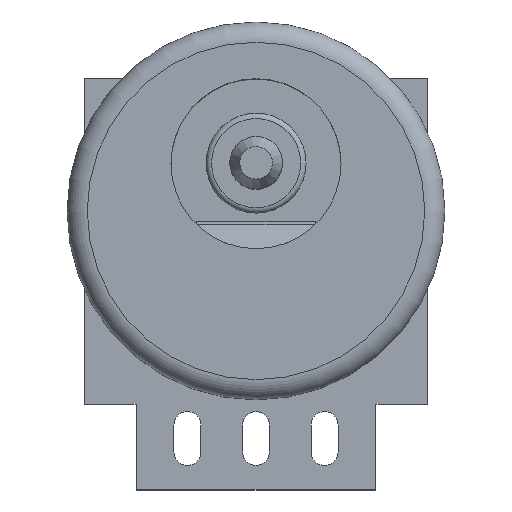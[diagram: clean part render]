
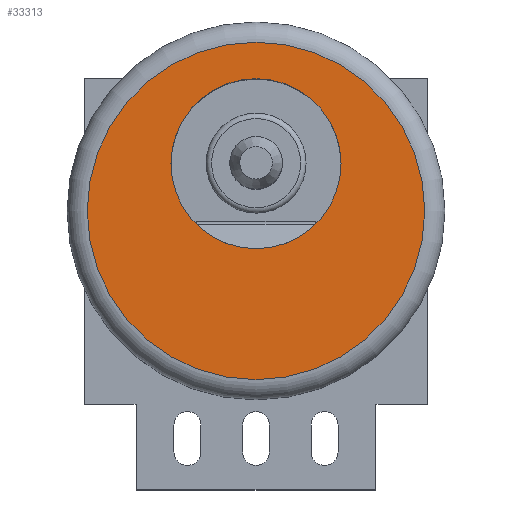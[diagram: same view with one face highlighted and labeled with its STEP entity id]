
A CAD part, top view. The second image highlights one B-rep face of the part: STEP entity #33313.
In plain terms, the highlighted planar face has unit normal (0, 0, 1).
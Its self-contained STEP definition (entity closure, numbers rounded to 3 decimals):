
#31747 = CYLINDRICAL_SURFACE('',#31748,3.15);
#31748 = AXIS2_PLACEMENT_3D('',#31749,#31750,#31751);
#31749 = CARTESIAN_POINT('',(0.,1.9,15.));
#31750 = DIRECTION('',(0.,0.,-1.));
#31751 = DIRECTION('',(-1.,0.,0.));
#33156 = EDGE_CURVE('',#33157,#33157,#33159,.T.);
#33157 = VERTEX_POINT('',#33158);
#33158 = CARTESIAN_POINT('',(-6.25,0.15,15.));
#33159 = SURFACE_CURVE('',#33160,(#33165,#33199),.PCURVE_S1.);
#33160 = CIRCLE('',#33161,6.25);
#33161 = AXIS2_PLACEMENT_3D('',#33162,#33163,#33164);
#33162 = CARTESIAN_POINT('',(0.,0.15,15.));
#33163 = DIRECTION('',(0.,0.,-1.));
#33164 = DIRECTION('',(1.,0.,0.));
#33165 = PCURVE('',#33166,#33171);
#33166 = TOROIDAL_SURFACE('',#33167,6.25,0.75);
#33167 = AXIS2_PLACEMENT_3D('',#33168,#33169,#33170);
#33168 = CARTESIAN_POINT('',(0.,0.15,14.25));
#33169 = DIRECTION('',(0.,0.,-1.));
#33170 = DIRECTION('',(1.,0.,0.));
#33171 = DEFINITIONAL_REPRESENTATION('',(#33172),#33198);
#33172 = B_SPLINE_CURVE_WITH_KNOTS('',3,(#33173,#33174,#33175,#33176,
    #33177,#33178,#33179,#33180,#33181,#33182,#33183,#33184,#33185,
    #33186,#33187,#33188,#33189,#33190,#33191,#33192,#33193,#33194,
    #33195,#33196,#33197),.UNSPECIFIED.,.F.,.F.,(4,1,1,1,1,1,1,1,1,1,1,1
    ,1,1,1,1,1,1,1,1,1,1,4),(3.142,3.427,3.713
    ,3.998,4.284,4.57,4.855,
    5.141,5.426,5.712,5.998,
    6.283,6.569,6.854,7.14,
    7.426,7.711,7.997,8.282,
    8.568,8.854,9.139,9.425),
  .QUASI_UNIFORM_KNOTS.);
#33173 = CARTESIAN_POINT('',(-3.142,4.712));
#33174 = CARTESIAN_POINT('',(-3.046,4.712));
#33175 = CARTESIAN_POINT('',(-2.856,4.712));
#33176 = CARTESIAN_POINT('',(-2.57,4.712));
#33177 = CARTESIAN_POINT('',(-2.285,4.712));
#33178 = CARTESIAN_POINT('',(-1.999,4.712));
#33179 = CARTESIAN_POINT('',(-1.714,4.712));
#33180 = CARTESIAN_POINT('',(-1.428,4.712));
#33181 = CARTESIAN_POINT('',(-1.142,4.712));
#33182 = CARTESIAN_POINT('',(-0.857,4.712));
#33183 = CARTESIAN_POINT('',(-0.571,4.712));
#33184 = CARTESIAN_POINT('',(-0.286,4.712));
#33185 = CARTESIAN_POINT('',(0.,4.712));
#33186 = CARTESIAN_POINT('',(0.286,4.712));
#33187 = CARTESIAN_POINT('',(0.571,4.712));
#33188 = CARTESIAN_POINT('',(0.857,4.712));
#33189 = CARTESIAN_POINT('',(1.142,4.712));
#33190 = CARTESIAN_POINT('',(1.428,4.712));
#33191 = CARTESIAN_POINT('',(1.714,4.712));
#33192 = CARTESIAN_POINT('',(1.999,4.712));
#33193 = CARTESIAN_POINT('',(2.285,4.712));
#33194 = CARTESIAN_POINT('',(2.57,4.712));
#33195 = CARTESIAN_POINT('',(2.856,4.712));
#33196 = CARTESIAN_POINT('',(3.046,4.712));
#33197 = CARTESIAN_POINT('',(3.142,4.712));
#33198 = ( GEOMETRIC_REPRESENTATION_CONTEXT(2) 
PARAMETRIC_REPRESENTATION_CONTEXT() REPRESENTATION_CONTEXT('2D SPACE',''
  ) );
#33199 = PCURVE('',#33200,#33205);
#33200 = PLANE('',#33201);
#33201 = AXIS2_PLACEMENT_3D('',#33202,#33203,#33204);
#33202 = CARTESIAN_POINT('',(0.,0.15,15.));
#33203 = DIRECTION('',(0.,0.,1.));
#33204 = DIRECTION('',(-1.,0.,0.));
#33205 = DEFINITIONAL_REPRESENTATION('',(#33206),#33214);
#33206 = ( BOUNDED_CURVE() B_SPLINE_CURVE(2,(#33207,#33208,#33209,#33210
    ,#33211,#33212,#33213),.UNSPECIFIED.,.F.,.F.) 
B_SPLINE_CURVE_WITH_KNOTS((1,2,2,2,2,1),(-2.094,0.,
    2.094,4.189,6.283,8.378),
.UNSPECIFIED.) CURVE() GEOMETRIC_REPRESENTATION_ITEM() 
RATIONAL_B_SPLINE_CURVE((1.,0.5,1.,0.5,1.,0.5,1.)) REPRESENTATION_ITEM(
  '') );
#33207 = CARTESIAN_POINT('',(-6.25,0.));
#33208 = CARTESIAN_POINT('',(-6.25,10.825));
#33209 = CARTESIAN_POINT('',(3.125,5.413));
#33210 = CARTESIAN_POINT('',(12.5,0.));
#33211 = CARTESIAN_POINT('',(3.125,-5.413));
#33212 = CARTESIAN_POINT('',(-6.25,-10.825));
#33213 = CARTESIAN_POINT('',(-6.25,0.));
#33214 = ( GEOMETRIC_REPRESENTATION_CONTEXT(2) 
PARAMETRIC_REPRESENTATION_CONTEXT() REPRESENTATION_CONTEXT('2D SPACE',''
  ) );
#33313 = ADVANCED_FACE('',(#33314,#33344),#33200,.T.);
#33314 = FACE_BOUND('',#33315,.T.);
#33315 = EDGE_LOOP('',(#33316));
#33316 = ORIENTED_EDGE('',*,*,#33317,.T.);
#33317 = EDGE_CURVE('',#33318,#33318,#33320,.T.);
#33318 = VERTEX_POINT('',#33319);
#33319 = CARTESIAN_POINT('',(-3.15,1.9,15.));
#33320 = SURFACE_CURVE('',#33321,(#33326,#33337),.PCURVE_S1.);
#33321 = CIRCLE('',#33322,3.15);
#33322 = AXIS2_PLACEMENT_3D('',#33323,#33324,#33325);
#33323 = CARTESIAN_POINT('',(0.,1.9,15.));
#33324 = DIRECTION('',(0.,0.,-1.));
#33325 = DIRECTION('',(-1.,0.,0.));
#33326 = PCURVE('',#33200,#33327);
#33327 = DEFINITIONAL_REPRESENTATION('',(#33328),#33336);
#33328 = ( BOUNDED_CURVE() B_SPLINE_CURVE(2,(#33329,#33330,#33331,#33332
    ,#33333,#33334,#33335),.UNSPECIFIED.,.F.,.F.) 
B_SPLINE_CURVE_WITH_KNOTS((1,2,2,2,2,1),(-2.094,0.,
    2.094,4.189,6.283,8.378),
.UNSPECIFIED.) CURVE() GEOMETRIC_REPRESENTATION_ITEM() 
RATIONAL_B_SPLINE_CURVE((1.,0.5,1.,0.5,1.,0.5,1.)) REPRESENTATION_ITEM(
  '') );
#33329 = CARTESIAN_POINT('',(3.15,-1.75));
#33330 = CARTESIAN_POINT('',(3.15,-7.206));
#33331 = CARTESIAN_POINT('',(-1.575,-4.478));
#33332 = CARTESIAN_POINT('',(-6.3,-1.75));
#33333 = CARTESIAN_POINT('',(-1.575,0.978));
#33334 = CARTESIAN_POINT('',(3.15,3.706));
#33335 = CARTESIAN_POINT('',(3.15,-1.75));
#33336 = ( GEOMETRIC_REPRESENTATION_CONTEXT(2) 
PARAMETRIC_REPRESENTATION_CONTEXT() REPRESENTATION_CONTEXT('2D SPACE',''
  ) );
#33337 = PCURVE('',#31747,#33338);
#33338 = DEFINITIONAL_REPRESENTATION('',(#33339),#33343);
#33339 = LINE('',#33340,#33341);
#33340 = CARTESIAN_POINT('',(0.,0.));
#33341 = VECTOR('',#33342,1.);
#33342 = DIRECTION('',(1.,0.));
#33343 = ( GEOMETRIC_REPRESENTATION_CONTEXT(2) 
PARAMETRIC_REPRESENTATION_CONTEXT() REPRESENTATION_CONTEXT('2D SPACE',''
  ) );
#33344 = FACE_BOUND('',#33345,.T.);
#33345 = EDGE_LOOP('',(#33346));
#33346 = ORIENTED_EDGE('',*,*,#33156,.F.);
